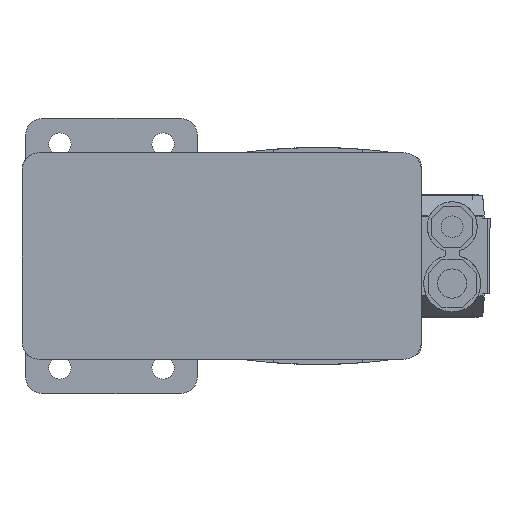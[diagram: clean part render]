
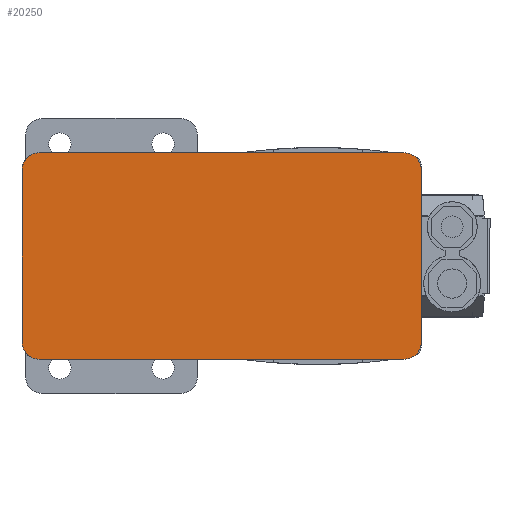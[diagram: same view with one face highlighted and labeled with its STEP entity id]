
A CAD part, front view. The second image highlights one B-rep face of the part: STEP entity #20250.
In plain terms, the highlighted face is planar.
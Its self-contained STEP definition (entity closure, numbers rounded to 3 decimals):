
#446 = ORIENTED_EDGE ( 'NONE', *, *, #23710, .T. ) ;
#557 = FACE_OUTER_BOUND ( 'NONE', #22710, .T. ) ;
#893 = CARTESIAN_POINT ( 'NONE',  ( -25., -90.001, -56. ) ) ;
#1049 = LINE ( 'NONE', #16583, #24303 ) ;
#1606 = EDGE_CURVE ( 'NONE', #17273, #18514, #17819, .T. ) ;
#1928 = DIRECTION ( 'NONE',  ( -1., 0., 0. ) ) ;
#1995 = LINE ( 'NONE', #14973, #10802 ) ;
#2182 = VERTEX_POINT ( 'NONE', #13549 ) ;
#2491 = VECTOR ( 'NONE', #9858, 1000. ) ;
#3286 = DIRECTION ( 'NONE',  ( -1., 0., 0. ) ) ;
#3303 = VERTEX_POINT ( 'NONE', #33085 ) ;
#4152 = EDGE_CURVE ( 'NONE', #13432, #17273, #4580, .T. ) ;
#4577 = CIRCLE ( 'NONE', #33539, 5.002 ) ;
#4580 = LINE ( 'NONE', #22858, #2491 ) ;
#4931 = VECTOR ( 'NONE', #7339, 1000. ) ;
#5102 = ORIENTED_EDGE ( 'NONE', *, *, #32657, .T. ) ;
#5704 = CIRCLE ( 'NONE', #13898, 5.002 ) ;
#7166 = LINE ( 'NONE', #12497, #4931 ) ;
#7339 = DIRECTION ( 'NONE',  ( 0., -1., 0. ) ) ;
#8384 = EDGE_CURVE ( 'NONE', #3303, #14992, #29476, .T. ) ;
#9229 = ORIENTED_EDGE ( 'NONE', *, *, #21052, .T. ) ;
#9509 = DIRECTION ( 'NONE',  ( -1., 0., 0. ) ) ;
#9858 = DIRECTION ( 'NONE',  ( -1., 0., 0. ) ) ;
#10802 = VECTOR ( 'NONE', #12222, 1000. ) ;
#11802 = EDGE_CURVE ( 'NONE', #14992, #18107, #7166, .T. ) ;
#12222 = DIRECTION ( 'NONE',  ( 0., 1., 0. ) ) ;
#12497 = CARTESIAN_POINT ( 'NONE',  ( 30.002, 21.002, -56. ) ) ;
#13292 = AXIS2_PLACEMENT_3D ( 'NONE', #19157, #29468, #3286 ) ;
#13432 = VERTEX_POINT ( 'NONE', #24924 ) ;
#13549 = CARTESIAN_POINT ( 'NONE',  ( -30.002, 21.002, -56. ) ) ;
#13898 = AXIS2_PLACEMENT_3D ( 'NONE', #24569, #32976, #22490 ) ;
#14487 = CARTESIAN_POINT ( 'NONE',  ( -25., 21.002, -56. ) ) ;
#14688 = CARTESIAN_POINT ( 'NONE',  ( -25., -84.998, -56. ) ) ;
#14958 = ORIENTED_EDGE ( 'NONE', *, *, #8384, .T. ) ;
#14973 = CARTESIAN_POINT ( 'NONE',  ( -30.002, -84.998, -56. ) ) ;
#14992 = VERTEX_POINT ( 'NONE', #20194 ) ;
#15191 = CARTESIAN_POINT ( 'NONE',  ( 30.002, -84.998, -56. ) ) ;
#16197 = VERTEX_POINT ( 'NONE', #20423 ) ;
#16583 = CARTESIAN_POINT ( 'NONE',  ( -25., 26.004, -56. ) ) ;
#16999 = EDGE_CURVE ( 'NONE', #18514, #2182, #1995, .T. ) ;
#17273 = VERTEX_POINT ( 'NONE', #893 ) ;
#17819 = CIRCLE ( 'NONE', #26567, 5.002 ) ;
#18040 = ORIENTED_EDGE ( 'NONE', *, *, #4152, .T. ) ;
#18107 = VERTEX_POINT ( 'NONE', #15191 ) ;
#18514 = VERTEX_POINT ( 'NONE', #19587 ) ;
#19157 = CARTESIAN_POINT ( 'NONE',  ( -25., 21.002, -56. ) ) ;
#19296 = DIRECTION ( 'NONE',  ( 1., 0., 0. ) ) ;
#19587 = CARTESIAN_POINT ( 'NONE',  ( -30.002, -84.998, -56. ) ) ;
#19971 = DIRECTION ( 'NONE',  ( -1., 0., 0. ) ) ;
#20194 = CARTESIAN_POINT ( 'NONE',  ( 30.002, 21.002, -56. ) ) ;
#20199 = CARTESIAN_POINT ( 'NONE',  ( 25., 21.002, -56. ) ) ;
#20250 = ADVANCED_FACE ( 'NONE', ( #557 ), #27365, .T. ) ;
#20423 = CARTESIAN_POINT ( 'NONE',  ( -25., 26.004, -56. ) ) ;
#21040 = ORIENTED_EDGE ( 'NONE', *, *, #16999, .T. ) ;
#21052 = EDGE_CURVE ( 'NONE', #2182, #16197, #4577, .T. ) ;
#22490 = DIRECTION ( 'NONE',  ( -1., 0., 0. ) ) ;
#22710 = EDGE_LOOP ( 'NONE', ( #9229, #446, #14958, #30581, #5102, #18040, #25900, #21040 ) ) ;
#22858 = CARTESIAN_POINT ( 'NONE',  ( 25., -90.001, -56. ) ) ;
#23710 = EDGE_CURVE ( 'NONE', #16197, #3303, #1049, .T. ) ;
#24303 = VECTOR ( 'NONE', #19296, 1000. ) ;
#24569 = CARTESIAN_POINT ( 'NONE',  ( 25., -84.998, -56. ) ) ;
#24913 = DIRECTION ( 'NONE',  ( 0., 0., -1. ) ) ;
#24924 = CARTESIAN_POINT ( 'NONE',  ( 25., -90.001, -56. ) ) ;
#25105 = DIRECTION ( 'NONE',  ( 0., 0., -1. ) ) ;
#25900 = ORIENTED_EDGE ( 'NONE', *, *, #1606, .T. ) ;
#26567 = AXIS2_PLACEMENT_3D ( 'NONE', #14688, #25105, #19971 ) ;
#27365 = PLANE ( 'NONE',  #13292 ) ;
#29468 = DIRECTION ( 'NONE',  ( 0., 0., -1. ) ) ;
#29476 = CIRCLE ( 'NONE', #31648, 5.002 ) ;
#30581 = ORIENTED_EDGE ( 'NONE', *, *, #11802, .T. ) ;
#31648 = AXIS2_PLACEMENT_3D ( 'NONE', #20199, #33557, #1928 ) ;
#32657 = EDGE_CURVE ( 'NONE', #18107, #13432, #5704, .T. ) ;
#32976 = DIRECTION ( 'NONE',  ( 0., 0., -1. ) ) ;
#33085 = CARTESIAN_POINT ( 'NONE',  ( 25., 26.004, -56. ) ) ;
#33539 = AXIS2_PLACEMENT_3D ( 'NONE', #14487, #24913, #9509 ) ;
#33557 = DIRECTION ( 'NONE',  ( 0., 0., -1. ) ) ;
